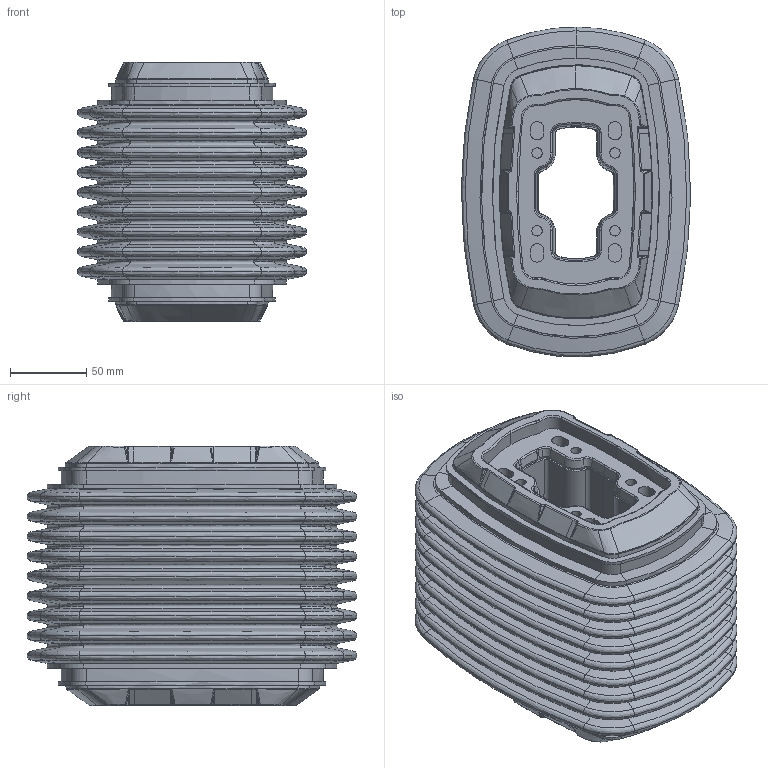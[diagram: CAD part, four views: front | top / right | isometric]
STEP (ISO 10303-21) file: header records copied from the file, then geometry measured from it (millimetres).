
FILE_DESCRIPTION (( 'STEP AP203' ), '1' );
FILE_NAME ('TK120.505.STEP', '2022-08-01T13:54:46', ( '' ), ( '' ), 'SwSTEP 2.0', 'SolidWorks 2022', '' );
FILE_SCHEMA (( 'CONFIG_CONTROL_DESIGN' ));
Products named in the file (1): TK120.505
Bounding box: 149.98 x 215.89 x 170.13 mm (x, y, z)
Volume: 3114282.3 mm3; surface area: 275141.2 mm2
Topology: 1 solids, 1 shells, 1256 faces, 2935 edges, 1699 vertices
Faces by surface type: bspline 1256
Entity records: 110719 total; most frequent: CARTESIAN_POINT 94034, ORIENTED_EDGE 5862, EDGE_CURVE 2931, B_SPLINE_CURVE_WITH_KNOTS 1873, VERTEX_POINT 1699, EDGE_LOOP 1280, ADVANCED_FACE 1256, FACE_OUTER_BOUND 1256
